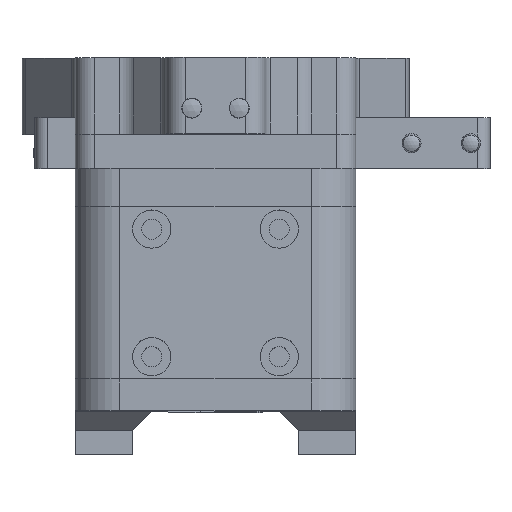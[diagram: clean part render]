
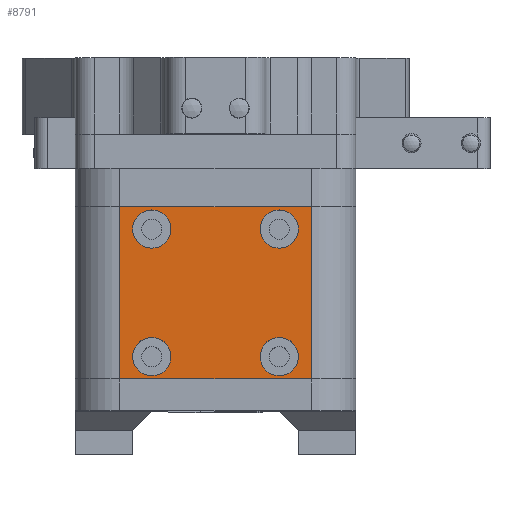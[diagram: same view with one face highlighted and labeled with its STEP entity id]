
A CAD part, top view. The second image highlights one B-rep face of the part: STEP entity #8791.
In plain terms, the highlighted planar face has unit normal (0, 0, 1).
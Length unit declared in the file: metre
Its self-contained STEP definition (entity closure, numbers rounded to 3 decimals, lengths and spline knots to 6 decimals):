
#653=LINE('',#15145,#1494);
#658=LINE('',#15165,#1499);
#665=LINE('',#15228,#1506);
#666=LINE('',#15229,#1507);
#1494=VECTOR('',#11618,1.);
#1499=VECTOR('',#11633,1.);
#1506=VECTOR('',#11710,1.);
#1507=VECTOR('',#11711,1.);
#1928=CIRCLE('',#9652,0.003);
#1929=CIRCLE('',#9654,0.003);
#1930=CIRCLE('',#9656,0.003);
#1931=CIRCLE('',#9658,0.003);
#2515=PLANE('',#9659);
#4400=ORIENTED_EDGE('',*,*,#5854,.F.);
#4401=ORIENTED_EDGE('',*,*,#5853,.F.);
#4402=ORIENTED_EDGE('',*,*,#5852,.F.);
#4403=ORIENTED_EDGE('',*,*,#5851,.F.);
#4404=ORIENTED_EDGE('',*,*,#5829,.T.);
#4405=ORIENTED_EDGE('',*,*,#5855,.T.);
#4406=ORIENTED_EDGE('',*,*,#5820,.F.);
#4407=ORIENTED_EDGE('',*,*,#5856,.T.);
#5820=EDGE_CURVE('',#6726,#6727,#653,.T.);
#5829=EDGE_CURVE('',#6736,#6735,#658,.T.);
#5851=EDGE_CURVE('',#6753,#6753,#1928,.T.);
#5852=EDGE_CURVE('',#6754,#6754,#1929,.T.);
#5853=EDGE_CURVE('',#6755,#6755,#1930,.T.);
#5854=EDGE_CURVE('',#6756,#6756,#1931,.T.);
#5855=EDGE_CURVE('',#6735,#6727,#665,.F.);
#5856=EDGE_CURVE('',#6726,#6736,#666,.T.);
#6726=VERTEX_POINT('',#15146);
#6727=VERTEX_POINT('',#15147);
#6735=VERTEX_POINT('',#15164);
#6736=VERTEX_POINT('',#15166);
#6753=VERTEX_POINT('',#15217);
#6754=VERTEX_POINT('',#15220);
#6755=VERTEX_POINT('',#15223);
#6756=VERTEX_POINT('',#15226);
#7509=EDGE_LOOP('',(#4400));
#7510=EDGE_LOOP('',(#4401));
#7511=EDGE_LOOP('',(#4402));
#7512=EDGE_LOOP('',(#4403));
#7513=EDGE_LOOP('',(#4404,#4405,#4406,#4407));
#8220=FACE_BOUND('',#7509,.T.);
#8221=FACE_BOUND('',#7510,.T.);
#8222=FACE_BOUND('',#7511,.T.);
#8223=FACE_BOUND('',#7512,.T.);
#8224=FACE_BOUND('',#7513,.T.);
#8791=ADVANCED_FACE('',(#8220,#8221,#8222,#8223,#8224),#2515,.T.);
#9652=AXIS2_PLACEMENT_3D('',#15216,#11694,#11695);
#9654=AXIS2_PLACEMENT_3D('',#15219,#11698,#11699);
#9656=AXIS2_PLACEMENT_3D('',#15222,#11702,#11703);
#9658=AXIS2_PLACEMENT_3D('',#15225,#11706,#11707);
#9659=AXIS2_PLACEMENT_3D('',#15227,#11708,#11709);
#11618=DIRECTION('',(-1.,0.,0.));
#11633=DIRECTION('',(-1.,0.,0.));
#11694=DIRECTION('',(0.,0.,1.));
#11695=DIRECTION('',(1.,0.,0.));
#11698=DIRECTION('',(0.,0.,1.));
#11699=DIRECTION('',(1.,0.,0.));
#11702=DIRECTION('',(0.,0.,1.));
#11703=DIRECTION('',(1.,0.,0.));
#11706=DIRECTION('',(0.,0.,1.));
#11707=DIRECTION('',(1.,0.,0.));
#11708=DIRECTION('',(0.,0.,1.));
#11709=DIRECTION('',(1.,0.,0.));
#11710=DIRECTION('',(0.,1.,0.));
#11711=DIRECTION('',(0.,1.,0.));
#15145=CARTESIAN_POINT('',(0.,-0.0135,0.013));
#15146=CARTESIAN_POINT('',(0.015,-0.0135,0.013));
#15147=CARTESIAN_POINT('',(-0.015,-0.0135,0.013));
#15164=CARTESIAN_POINT('',(-0.015,0.0135,0.013));
#15165=CARTESIAN_POINT('',(0.,0.0135,0.013));
#15166=CARTESIAN_POINT('',(0.015,0.0135,0.013));
#15216=CARTESIAN_POINT('',(0.01,0.01,0.013));
#15217=CARTESIAN_POINT('',(0.013,0.01,0.013));
#15219=CARTESIAN_POINT('',(0.01,-0.01,0.013));
#15220=CARTESIAN_POINT('',(0.013,-0.01,0.013));
#15222=CARTESIAN_POINT('',(-0.01,-0.01,0.013));
#15223=CARTESIAN_POINT('',(-0.007,-0.01,0.013));
#15225=CARTESIAN_POINT('',(-0.01,0.01,0.013));
#15226=CARTESIAN_POINT('',(-0.007,0.01,0.013));
#15227=CARTESIAN_POINT('',(0.,0.,0.013));
#15228=CARTESIAN_POINT('',(-0.015,0.,0.013));
#15229=CARTESIAN_POINT('',(0.015,0.0135,0.013));
